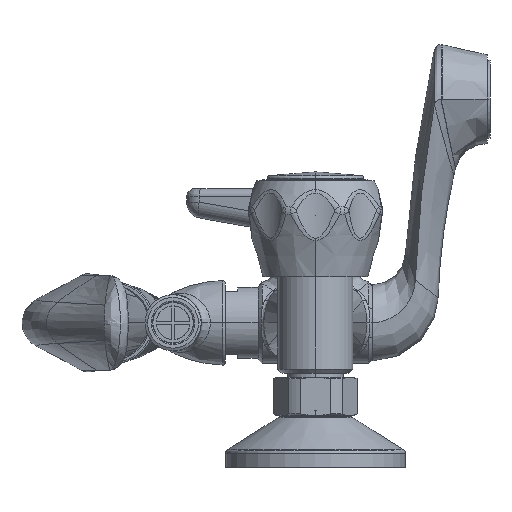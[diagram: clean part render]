
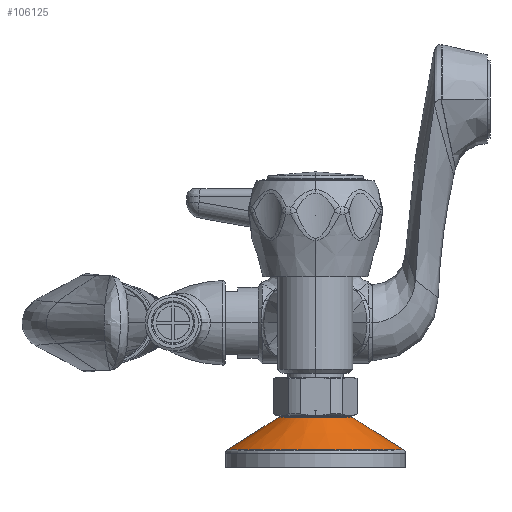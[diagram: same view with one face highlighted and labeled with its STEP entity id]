
A CAD part, left-side view. The second image highlights one B-rep face of the part: STEP entity #106125.
In plain terms, the highlighted conical face has half-angle 57.619 degrees and reference radius 22.785 mm.
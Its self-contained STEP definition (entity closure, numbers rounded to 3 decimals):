
#105626=CARTESIAN_POINT('',(-79.,0.,-46.558));
#105627=DIRECTION('',(0.,0.,1.));
#105628=DIRECTION('',(0.,1.,0.));
#105629=AXIS2_PLACEMENT_3D('',#105626,#105627,#105628);
#105631=DIRECTION('',(0.,-0.845,
0.536));
#105632=VECTOR('',#105631,22.54);
#105633=CARTESIAN_POINT('',(-79.,32.303,
-46.558));
#105634=LINE('',#105633,#105632);
#105635=CARTESIAN_POINT('',(-79.,0.,-34.487));
#105636=DIRECTION('',(0.,0.,1.));
#105637=DIRECTION('',(0.,1.,0.));
#105638=AXIS2_PLACEMENT_3D('',#105635,#105636,#105637);
#105640=DIRECTION('',(0.,0.845,0.536));
#105641=VECTOR('',#105640,22.54);
#105642=CARTESIAN_POINT('',(-79.,-32.303,
-46.558));
#105643=LINE('',#105642,#105641);
#105702=CARTESIAN_POINT('',(-79.,-13.268,-34.487));
#105703=CARTESIAN_POINT('',(-79.,13.268,-34.487));
#105704=VERTEX_POINT('',#105702);
#105705=VERTEX_POINT('',#105703);
#105722=CARTESIAN_POINT('',(-79.,-32.303,-46.558));
#105723=CARTESIAN_POINT('',(-79.,32.303,-46.558));
#105724=VERTEX_POINT('',#105722);
#105725=VERTEX_POINT('',#105723);
#106114=CARTESIAN_POINT('',(-79.,0.,-40.523));
#106115=DIRECTION('',(0.,0.,-1.));
#106116=DIRECTION('',(0.,-1.,0.));
#106117=AXIS2_PLACEMENT_3D('',#106114,#106115,#106116);
#106118=CONICAL_SURFACE('',#106117,22.786,57.619);
#106119=ORIENTED_EDGE('',*,*,#106098,.F.);
#106120=ORIENTED_EDGE('',*,*,#106059,.T.);
#106121=ORIENTED_EDGE('',*,*,#105995,.T.);
#106122=ORIENTED_EDGE('',*,*,#106056,.F.);
#106123=EDGE_LOOP('',(#106119,#106120,#106121,#106122));
#106124=FACE_OUTER_BOUND('',#106123,.F.);
#106125=ADVANCED_FACE('',(#106124),#106118,.T.);
#105630=CIRCLE('',#105629,32.303);
#105639=CIRCLE('',#105638,13.268);
#105995=EDGE_CURVE('',#105705,#105704,#105639,.T.);
#106056=EDGE_CURVE('',#105724,#105704,#105643,.T.);
#106059=EDGE_CURVE('',#105725,#105705,#105634,.T.);
#106098=EDGE_CURVE('',#105725,#105724,#105630,.T.);
